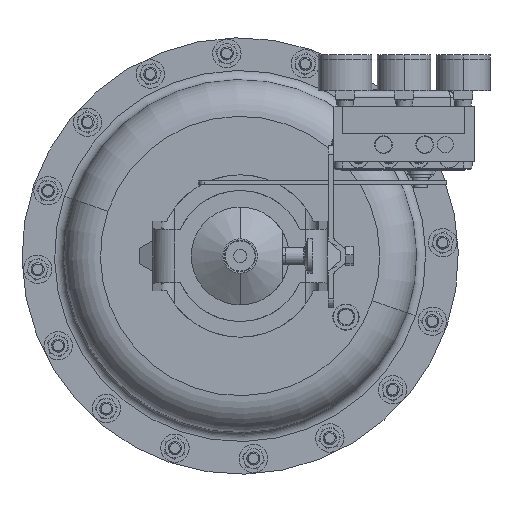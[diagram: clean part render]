
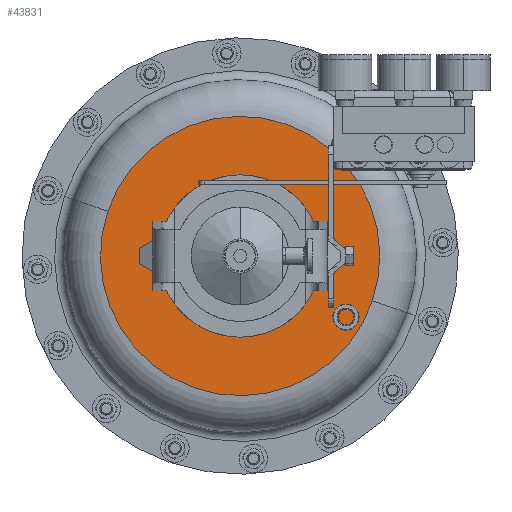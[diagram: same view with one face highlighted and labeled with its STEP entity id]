
A CAD part, front view. The second image highlights one B-rep face of the part: STEP entity #43831.
In plain terms, the highlighted planar face has unit normal (0, -1, 0).
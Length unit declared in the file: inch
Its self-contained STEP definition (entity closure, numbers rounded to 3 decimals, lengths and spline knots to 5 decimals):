
#3572 = AXIS2_PLACEMENT_3D ( 'NONE', #53623, #61316, #100290 ) ;
#3579 = CIRCLE ( 'NONE', #57954, 4. ) ;
#6090 = EDGE_LOOP ( 'NONE', ( #21825, #66242 ) ) ;
#18108 = DIRECTION ( 'NONE',  ( 0., 1., 0. ) ) ;
#18905 = VERTEX_POINT ( 'NONE', #25832 ) ;
#21825 = ORIENTED_EDGE ( 'NONE', *, *, #83897, .F. ) ;
#25832 = CARTESIAN_POINT ( 'NONE',  ( 3.78772, 8.578, -1.28576 ) ) ;
#33856 = CIRCLE ( 'NONE', #34608, 4. ) ;
#34608 = AXIS2_PLACEMENT_3D ( 'NONE', #46384, #53654, #77035 ) ;
#43831 = ADVANCED_FACE ( 'NONE', ( #51445 ), #45671, .T. ) ;
#45671 = PLANE ( 'NONE',  #3572 ) ;
#46384 = CARTESIAN_POINT ( 'NONE',  ( 0., 8.578, 0. ) ) ;
#49742 = CARTESIAN_POINT ( 'NONE',  ( 0., 8.578, 0. ) ) ;
#51112 = DIRECTION ( 'NONE',  ( 0.947, 0., -0.321 ) ) ;
#51445 = FACE_OUTER_BOUND ( 'NONE', #6090, .T. ) ;
#53623 = CARTESIAN_POINT ( 'NONE',  ( -1.28576, 8.578, -3.78772 ) ) ;
#53654 = DIRECTION ( 'NONE',  ( 0., 1., 0. ) ) ;
#57954 = AXIS2_PLACEMENT_3D ( 'NONE', #49742, #18108, #51112 ) ;
#58330 = CARTESIAN_POINT ( 'NONE',  ( -3.78772, 8.578, 1.28576 ) ) ;
#61316 = DIRECTION ( 'NONE',  ( 0., -1., 0. ) ) ;
#65992 = VERTEX_POINT ( 'NONE', #58330 ) ;
#66242 = ORIENTED_EDGE ( 'NONE', *, *, #93066, .F. ) ;
#77035 = DIRECTION ( 'NONE',  ( 0.947, 0., -0.321 ) ) ;
#83897 = EDGE_CURVE ( 'NONE', #18905, #65992, #3579, .T. ) ;
#93066 = EDGE_CURVE ( 'NONE', #65992, #18905, #33856, .T. ) ;
#100290 = DIRECTION ( 'NONE',  ( -0.947, 0., 0.321 ) ) ;
